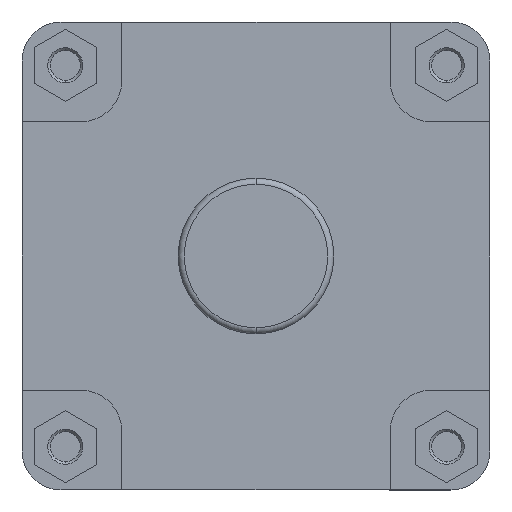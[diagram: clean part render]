
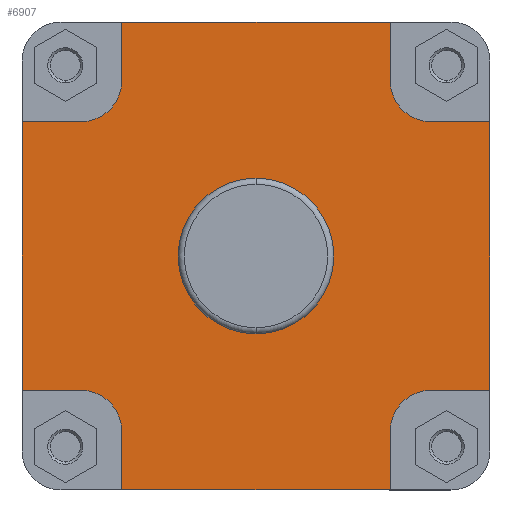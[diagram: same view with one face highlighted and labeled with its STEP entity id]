
A CAD part, left-side view. The second image highlights one B-rep face of the part: STEP entity #6907.
In plain terms, the highlighted planar face has unit normal (-1, 0, 0).
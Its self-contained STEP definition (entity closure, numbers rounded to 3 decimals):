
#22 = LINE ( 'NONE', #6463, #265 ) ;
#42 = VECTOR ( 'NONE', #6455, 1000. ) ;
#49 = LINE ( 'NONE', #6471, #273 ) ;
#55 = LINE ( 'NONE', #6454, #42 ) ;
#130 = VERTEX_POINT ( 'NONE', #5850 ) ;
#136 = VERTEX_POINT ( 'NONE', #5856 ) ;
#142 = VERTEX_POINT ( 'NONE', #5862 ) ;
#156 = VERTEX_POINT ( 'NONE', #5876 ) ;
#175 = VERTEX_POINT ( 'NONE', #5895 ) ;
#185 = VERTEX_POINT ( 'NONE', #5905 ) ;
#192 = VERTEX_POINT ( 'NONE', #5912 ) ;
#194 = VERTEX_POINT ( 'NONE', #5914 ) ;
#263 = LINE ( 'NONE', #6449, #264 ) ;
#264 = VECTOR ( 'NONE', #6450, 1000. ) ;
#265 = VECTOR ( 'NONE', #6464, 1000. ) ;
#267 = CIRCLE ( 'NONE', #5209, 23.5 ) ;
#268 = LINE ( 'NONE', #6456, #269 ) ;
#269 = VECTOR ( 'NONE', #6457, 1000. ) ;
#270 = LINE ( 'NONE', #6458, #271 ) ;
#271 = VECTOR ( 'NONE', #6459, 1000. ) ;
#273 = VECTOR ( 'NONE', #6472, 1000. ) ;
#274 = CIRCLE ( 'NONE', #5219, 23.5 ) ;
#275 = LINE ( 'NONE', #6465, #276 ) ;
#276 = VECTOR ( 'NONE', #6466, 1000. ) ;
#277 = LINE ( 'NONE', #6467, #278 ) ;
#278 = VECTOR ( 'NONE', #6468, 1000. ) ;
#281 = CIRCLE ( 'NONE', #5220, 23.5 ) ;
#282 = LINE ( 'NONE', #6473, #283 ) ;
#283 = VECTOR ( 'NONE', #6474, 1000. ) ;
#378 = LINE ( 'NONE', #6605, #384 ) ;
#384 = VECTOR ( 'NONE', #6606, 1000. ) ;
#390 = LINE ( 'NONE', #6607, #391 ) ;
#391 = VECTOR ( 'NONE', #6608, 1000. ) ;
#494 = CIRCLE ( 'NONE', #5258, 44.9 ) ;
#583 = CIRCLE ( 'NONE', #5273, 44.9 ) ;
#709 = CIRCLE ( 'NONE', #5303, 23.5 ) ;
#1019 = LINE ( 'NONE', #1871, #1023 ) ;
#1023 = VECTOR ( 'NONE', #1880, 1000. ) ;
#1166 = FACE_OUTER_BOUND ( 'NONE', #3992, .T. ) ;
#1170 = FACE_BOUND ( 'NONE', #4020, .T. ) ;
#1523 = CARTESIAN_POINT ( 'NONE',  ( 67., -101., -101. ) ) ;
#1524 = DIRECTION ( 'NONE',  ( -1., 0., 0. ) ) ;
#1525 = DIRECTION ( 'NONE',  ( 0., 0., -1. ) ) ;
#1871 = CARTESIAN_POINT ( 'NONE',  ( 67., -77.5, -101. ) ) ;
#1880 = DIRECTION ( 'NONE',  ( 0., 0., -1. ) ) ;
#2125 = CARTESIAN_POINT ( 'NONE',  ( 67., 101., -77.5 ) ) ;
#2134 = CARTESIAN_POINT ( 'NONE',  ( 67., 135., -77.5 ) ) ;
#2136 = CARTESIAN_POINT ( 'NONE',  ( 67., 101., 77.5 ) ) ;
#2139 = CARTESIAN_POINT ( 'NONE',  ( 67., 135., 77.5 ) ) ;
#2140 = CARTESIAN_POINT ( 'NONE',  ( 67., -77.5, 101. ) ) ;
#2142 = CARTESIAN_POINT ( 'NONE',  ( 67., -135., 77.5 ) ) ;
#2145 = CARTESIAN_POINT ( 'NONE',  ( 67., -101., 77.5 ) ) ;
#2159 = CARTESIAN_POINT ( 'NONE',  ( 67., -77.5, 135. ) ) ;
#2162 = CARTESIAN_POINT ( 'NONE',  ( 67., 77.5, 135. ) ) ;
#2164 = CARTESIAN_POINT ( 'NONE',  ( 67., -77.5, -101. ) ) ;
#2387 = CARTESIAN_POINT ( 'NONE',  ( 67., 44.9, 0. ) ) ;
#2393 = PLANE ( 'NONE',  #5415 ) ;
#2394 = DIRECTION ( 'NONE',  ( 1., 0., 0. ) ) ;
#2395 = DIRECTION ( 'NONE',  ( 0., 0., -1. ) ) ;
#2790 = ORIENTED_EDGE ( 'NONE', *, *, #4568, .F. ) ;
#2791 = ORIENTED_EDGE ( 'NONE', *, *, #4569, .F. ) ;
#2792 = ORIENTED_EDGE ( 'NONE', *, *, #4570, .F. ) ;
#2793 = ORIENTED_EDGE ( 'NONE', *, *, #4571, .F. ) ;
#2794 = ORIENTED_EDGE ( 'NONE', *, *, #4572, .F. ) ;
#2795 = ORIENTED_EDGE ( 'NONE', *, *, #4573, .F. ) ;
#2796 = ORIENTED_EDGE ( 'NONE', *, *, #4574, .F. ) ;
#2797 = ORIENTED_EDGE ( 'NONE', *, *, #4575, .F. ) ;
#2798 = ORIENTED_EDGE ( 'NONE', *, *, #4576, .F. ) ;
#2799 = ORIENTED_EDGE ( 'NONE', *, *, #4577, .F. ) ;
#2800 = ORIENTED_EDGE ( 'NONE', *, *, #4578, .F. ) ;
#2801 = ORIENTED_EDGE ( 'NONE', *, *, #4579, .T. ) ;
#2802 = ORIENTED_EDGE ( 'NONE', *, *, #4640, .F. ) ;
#2803 = ORIENTED_EDGE ( 'NONE', *, *, #4834, .F. ) ;
#2804 = ORIENTED_EDGE ( 'NONE', *, *, #4989, .F. ) ;
#2805 = ORIENTED_EDGE ( 'NONE', *, *, #4639, .T. ) ;
#2806 = ORIENTED_EDGE ( 'NONE', *, *, #4756, .F. ) ;
#2807 = ORIENTED_EDGE ( 'NONE', *, *, #4704, .F. ) ;
#3992 = EDGE_LOOP ( 'NONE', ( #2805, #2804, #2803, #2802, #2801, #2800, #2799, #2798, #2797, #2796, #2795, #2794, #2793, #2792, #2791, #2790 ) ) ;
#4020 = EDGE_LOOP ( 'NONE', ( #2807, #2806 ) ) ;
#4568 = EDGE_CURVE ( 'NONE', #130, #185, #263, .T. ) ;
#4569 = EDGE_CURVE ( 'NONE', #185, #5606, #267, .T. ) ;
#4570 = EDGE_CURVE ( 'NONE', #5606, #5601, #55, .T. ) ;
#4571 = EDGE_CURVE ( 'NONE', #5601, #5608, #268, .T. ) ;
#4572 = EDGE_CURVE ( 'NONE', #5608, #5604, #270, .T. ) ;
#4573 = EDGE_CURVE ( 'NONE', #5604, #136, #274, .T. ) ;
#4574 = EDGE_CURVE ( 'NONE', #136, #5631, #22, .T. ) ;
#4575 = EDGE_CURVE ( 'NONE', #5631, #5628, #275, .T. ) ;
#4576 = EDGE_CURVE ( 'NONE', #5628, #5609, #277, .T. ) ;
#4577 = EDGE_CURVE ( 'NONE', #5609, #5614, #281, .T. ) ;
#4578 = EDGE_CURVE ( 'NONE', #5614, #5611, #49, .T. ) ;
#4579 = EDGE_CURVE ( 'NONE', #156, #5611, #282, .T. ) ;
#4639 = EDGE_CURVE ( 'NONE', #130, #175, #378, .T. ) ;
#4640 = EDGE_CURVE ( 'NONE', #156, #192, #390, .T. ) ;
#4704 = EDGE_CURVE ( 'NONE', #194, #142, #494, .T. ) ;
#4756 = EDGE_CURVE ( 'NONE', #142, #194, #583, .T. ) ;
#4834 = EDGE_CURVE ( 'NONE', #192, #5633, #709, .T. ) ;
#4989 = EDGE_CURVE ( 'NONE', #5633, #175, #1019, .T. ) ;
#5209 = AXIS2_PLACEMENT_3D ( 'NONE', #6447, #6452, #6453 ) ;
#5219 = AXIS2_PLACEMENT_3D ( 'NONE', #6444, #6461, #6462 ) ;
#5220 = AXIS2_PLACEMENT_3D ( 'NONE', #6451, #6469, #6470 ) ;
#5258 = AXIS2_PLACEMENT_3D ( 'NONE', #6754, #6766, #6767 ) ;
#5273 = AXIS2_PLACEMENT_3D ( 'NONE', #6883, #6884, #6885 ) ;
#5303 = AXIS2_PLACEMENT_3D ( 'NONE', #1523, #1524, #1525 ) ;
#5415 = AXIS2_PLACEMENT_3D ( 'NONE', #2387, #2394, #2395 ) ;
#5601 = VERTEX_POINT ( 'NONE', #2134 ) ;
#5604 = VERTEX_POINT ( 'NONE', #2136 ) ;
#5606 = VERTEX_POINT ( 'NONE', #2125 ) ;
#5608 = VERTEX_POINT ( 'NONE', #2139 ) ;
#5609 = VERTEX_POINT ( 'NONE', #2140 ) ;
#5611 = VERTEX_POINT ( 'NONE', #2142 ) ;
#5614 = VERTEX_POINT ( 'NONE', #2145 ) ;
#5628 = VERTEX_POINT ( 'NONE', #2159 ) ;
#5631 = VERTEX_POINT ( 'NONE', #2162 ) ;
#5633 = VERTEX_POINT ( 'NONE', #2164 ) ;
#5850 = CARTESIAN_POINT ( 'NONE',  ( 67., 77.5, -135. ) ) ;
#5856 = CARTESIAN_POINT ( 'NONE',  ( 67., 77.5, 101. ) ) ;
#5862 = CARTESIAN_POINT ( 'NONE',  ( 67., 0., -44.9 ) ) ;
#5876 = CARTESIAN_POINT ( 'NONE',  ( 67., -135., -77.5 ) ) ;
#5895 = CARTESIAN_POINT ( 'NONE',  ( 67., -77.5, -135. ) ) ;
#5905 = CARTESIAN_POINT ( 'NONE',  ( 67., 77.5, -101. ) ) ;
#5912 = CARTESIAN_POINT ( 'NONE',  ( 67., -101., -77.5 ) ) ;
#5914 = CARTESIAN_POINT ( 'NONE',  ( 67., 0., 44.9 ) ) ;
#6444 = CARTESIAN_POINT ( 'NONE',  ( 67., 101., 101. ) ) ;
#6447 = CARTESIAN_POINT ( 'NONE',  ( 67., 101., -101. ) ) ;
#6449 = CARTESIAN_POINT ( 'NONE',  ( 67., 77.5, -135. ) ) ;
#6450 = DIRECTION ( 'NONE',  ( 0., 0., 1. ) ) ;
#6451 = CARTESIAN_POINT ( 'NONE',  ( 67., -101., 101. ) ) ;
#6452 = DIRECTION ( 'NONE',  ( -1., 0., 0. ) ) ;
#6453 = DIRECTION ( 'NONE',  ( 0., 0., -1. ) ) ;
#6454 = CARTESIAN_POINT ( 'NONE',  ( 67., 101., -77.5 ) ) ;
#6455 = DIRECTION ( 'NONE',  ( 0., 1., 0. ) ) ;
#6456 = CARTESIAN_POINT ( 'NONE',  ( 67., 135., 0. ) ) ;
#6457 = DIRECTION ( 'NONE',  ( 0., 0., 1. ) ) ;
#6458 = CARTESIAN_POINT ( 'NONE',  ( 67., 135., 77.5 ) ) ;
#6459 = DIRECTION ( 'NONE',  ( 0., -1., 0. ) ) ;
#6461 = DIRECTION ( 'NONE',  ( -1., 0., 0. ) ) ;
#6462 = DIRECTION ( 'NONE',  ( 0., 0., -1. ) ) ;
#6463 = CARTESIAN_POINT ( 'NONE',  ( 67., 77.5, 101. ) ) ;
#6464 = DIRECTION ( 'NONE',  ( 0., 0., 1. ) ) ;
#6465 = CARTESIAN_POINT ( 'NONE',  ( 67., -297.141, 135. ) ) ;
#6466 = DIRECTION ( 'NONE',  ( 0., -1., 0. ) ) ;
#6467 = CARTESIAN_POINT ( 'NONE',  ( 67., -77.5, 135. ) ) ;
#6468 = DIRECTION ( 'NONE',  ( 0., 0., -1. ) ) ;
#6469 = DIRECTION ( 'NONE',  ( -1., 0., 0. ) ) ;
#6470 = DIRECTION ( 'NONE',  ( 0., 0., -1. ) ) ;
#6471 = CARTESIAN_POINT ( 'NONE',  ( 67., -101., 77.5 ) ) ;
#6472 = DIRECTION ( 'NONE',  ( 0., -1., 0. ) ) ;
#6473 = CARTESIAN_POINT ( 'NONE',  ( 67., -135., 0. ) ) ;
#6474 = DIRECTION ( 'NONE',  ( 0., 0., 1. ) ) ;
#6605 = CARTESIAN_POINT ( 'NONE',  ( 67., -297.141, -135. ) ) ;
#6606 = DIRECTION ( 'NONE',  ( 0., -1., 0. ) ) ;
#6607 = CARTESIAN_POINT ( 'NONE',  ( 67., -135., -77.5 ) ) ;
#6608 = DIRECTION ( 'NONE',  ( 0., 1., 0. ) ) ;
#6754 = CARTESIAN_POINT ( 'NONE',  ( 67., 0., 0. ) ) ;
#6766 = DIRECTION ( 'NONE',  ( -1., 0., 0. ) ) ;
#6767 = DIRECTION ( 'NONE',  ( 0., 0., 1. ) ) ;
#6883 = CARTESIAN_POINT ( 'NONE',  ( 67., 0., 0. ) ) ;
#6884 = DIRECTION ( 'NONE',  ( -1., 0., 0. ) ) ;
#6885 = DIRECTION ( 'NONE',  ( 0., 0., 1. ) ) ;
#6907 = ADVANCED_FACE ( 'NONE', ( #1170, #1166 ), #2393, .F. ) ;
